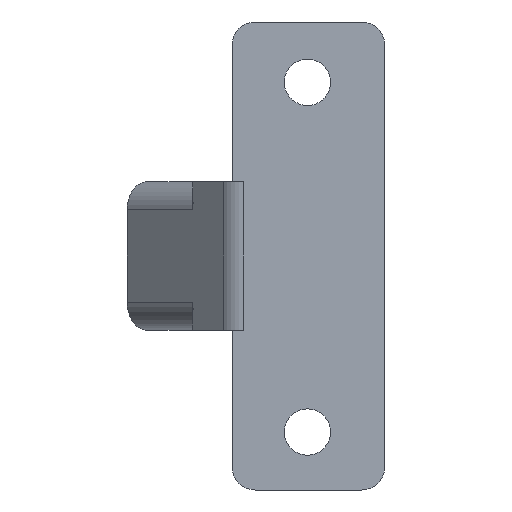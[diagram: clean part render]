
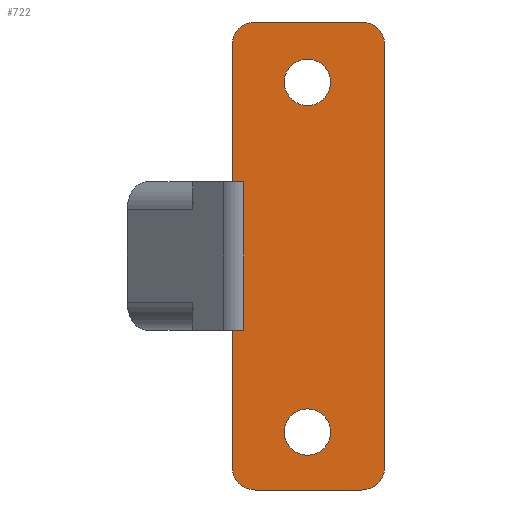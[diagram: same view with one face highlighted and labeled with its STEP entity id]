
A CAD part, front view. The second image highlights one B-rep face of the part: STEP entity #722.
In plain terms, the highlighted planar face has unit normal (0, -1, 0).
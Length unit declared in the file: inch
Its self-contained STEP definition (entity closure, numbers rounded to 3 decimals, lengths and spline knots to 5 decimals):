
#1=DIRECTION('',(-1.,0.,0.));
#2=VECTOR('',#1,1.24264);
#3=CARTESIAN_POINT('',(-6.89041,0.,8.12546));
#4=LINE('',#3,#2);
#5=DIRECTION('',(0.,0.,1.));
#6=VECTOR('',#5,14.74279);
#7=CARTESIAN_POINT('',(-8.13305,0.,8.12546));
#8=LINE('',#7,#6);
#9=CARTESIAN_POINT('',(-5.63305,0.,22.86825));
#10=DIRECTION('',(0.,1.,0.));
#11=DIRECTION('',(-1.,0.,0.));
#12=AXIS2_PLACEMENT_3D('',#9,#10,#11);
#14=DIRECTION('',(1.,0.,0.));
#15=VECTOR('',#14,11.48557);
#16=CARTESIAN_POINT('',(-5.63305,0.,25.36825));
#17=LINE('',#16,#15);
#18=CARTESIAN_POINT('',(5.85252,0.,22.86825));
#19=DIRECTION('',(0.,1.,0.));
#20=DIRECTION('',(0.,0.,1.));
#21=AXIS2_PLACEMENT_3D('',#18,#19,#20);
#23=DIRECTION('',(0.,0.,-1.));
#24=VECTOR('',#23,45.48557);
#25=CARTESIAN_POINT('',(8.35252,0.,22.86825));
#26=LINE('',#25,#24);
#27=CARTESIAN_POINT('',(5.85252,0.,-22.61732));
#28=DIRECTION('',(0.,1.,0.));
#29=DIRECTION('',(1.,0.,0.));
#30=AXIS2_PLACEMENT_3D('',#27,#28,#29);
#32=DIRECTION('',(-1.,0.,0.));
#33=VECTOR('',#32,11.48557);
#34=CARTESIAN_POINT('',(5.85252,0.,-25.11732));
#35=LINE('',#34,#33);
#36=CARTESIAN_POINT('',(-5.63305,0.,-22.61732));
#37=DIRECTION('',(0.,1.,0.));
#38=DIRECTION('',(0.,0.,-1.));
#39=AXIS2_PLACEMENT_3D('',#36,#37,#38);
#41=DIRECTION('',(0.,0.,1.));
#42=VECTOR('',#41,14.74279);
#43=CARTESIAN_POINT('',(-8.13305,0.,-22.61732));
#44=LINE('',#43,#42);
#45=DIRECTION('',(-1.,0.,0.));
#46=VECTOR('',#45,1.24264);
#47=CARTESIAN_POINT('',(-6.89041,0.,-7.87454));
#48=LINE('',#47,#46);
#49=CARTESIAN_POINT('',(0.,0.,18.86825));
#50=DIRECTION('',(0.,-1.,0.));
#51=DIRECTION('',(1.,0.,0.));
#52=AXIS2_PLACEMENT_3D('',#49,#50,#51);
#54=CARTESIAN_POINT('',(0.,0.,18.86825));
#55=DIRECTION('',(0.,-1.,0.));
#56=DIRECTION('',(-1.,0.,0.));
#57=AXIS2_PLACEMENT_3D('',#54,#55,#56);
#59=CARTESIAN_POINT('',(0.,0.,-18.86825));
#60=DIRECTION('',(0.,-1.,0.));
#61=DIRECTION('',(1.,0.,0.));
#62=AXIS2_PLACEMENT_3D('',#59,#60,#61);
#64=CARTESIAN_POINT('',(0.,0.,-18.86825));
#65=DIRECTION('',(0.,-1.,0.));
#66=DIRECTION('',(-1.,0.,0.));
#67=AXIS2_PLACEMENT_3D('',#64,#65,#66);
#78=DIRECTION('',(0.,0.,1.));
#79=VECTOR('',#78,16.);
#80=CARTESIAN_POINT('',(-6.89041,0.,-7.87454));
#81=LINE('',#80,#79);
#531=CARTESIAN_POINT('',(-5.63305,0.,-25.11732));
#532=CARTESIAN_POINT('',(-8.13305,0.,-22.61732));
#533=VERTEX_POINT('',#531);
#534=VERTEX_POINT('',#532);
#535=CARTESIAN_POINT('',(-8.13305,0.,22.86825));
#536=CARTESIAN_POINT('',(-5.63305,0.,25.36825));
#537=VERTEX_POINT('',#535);
#538=VERTEX_POINT('',#536);
#539=CARTESIAN_POINT('',(5.85252,0.,25.36825));
#540=VERTEX_POINT('',#539);
#541=CARTESIAN_POINT('',(8.35252,0.,22.86825));
#542=VERTEX_POINT('',#541);
#543=CARTESIAN_POINT('',(8.35252,0.,-22.61732));
#544=VERTEX_POINT('',#543);
#545=CARTESIAN_POINT('',(5.85252,0.,-25.11732));
#546=VERTEX_POINT('',#545);
#563=CARTESIAN_POINT('',(-6.89041,0.,-7.87454));
#564=CARTESIAN_POINT('',(-8.13305,0.,-7.87454));
#565=VERTEX_POINT('',#563);
#566=VERTEX_POINT('',#564);
#571=CARTESIAN_POINT('',(-6.89041,0.,8.12546));
#572=CARTESIAN_POINT('',(-8.13305,0.,8.12546));
#573=VERTEX_POINT('',#571);
#574=VERTEX_POINT('',#572);
#647=CARTESIAN_POINT('',(2.5,0.,18.86825));
#648=CARTESIAN_POINT('',(-2.5,0.,18.86825));
#649=VERTEX_POINT('',#647);
#650=VERTEX_POINT('',#648);
#651=CARTESIAN_POINT('',(2.5,0.,-18.86825));
#652=CARTESIAN_POINT('',(-2.5,0.,-18.86825));
#653=VERTEX_POINT('',#651);
#654=VERTEX_POINT('',#652);
#679=CARTESIAN_POINT('',(0.,0.,0.));
#680=DIRECTION('',(0.,1.,0.));
#681=DIRECTION('',(1.,0.,0.));
#682=AXIS2_PLACEMENT_3D('',#679,#680,#681);
#683=PLANE('',#682);
#685=ORIENTED_EDGE('',*,*,#684,.T.);
#687=ORIENTED_EDGE('',*,*,#686,.T.);
#689=ORIENTED_EDGE('',*,*,#688,.T.);
#691=ORIENTED_EDGE('',*,*,#690,.T.);
#693=ORIENTED_EDGE('',*,*,#692,.T.);
#695=ORIENTED_EDGE('',*,*,#694,.T.);
#697=ORIENTED_EDGE('',*,*,#696,.T.);
#699=ORIENTED_EDGE('',*,*,#698,.T.);
#701=ORIENTED_EDGE('',*,*,#700,.T.);
#703=ORIENTED_EDGE('',*,*,#702,.T.);
#705=ORIENTED_EDGE('',*,*,#704,.T.);
#707=ORIENTED_EDGE('',*,*,#706,.F.);
#708=EDGE_LOOP('',(#685,#687,#689,#691,#693,#695,#697,#699,#701,#703,#705,
#707));
#709=FACE_OUTER_BOUND('',#708,.F.);
#711=ORIENTED_EDGE('',*,*,#710,.T.);
#713=ORIENTED_EDGE('',*,*,#712,.T.);
#714=EDGE_LOOP('',(#711,#713));
#715=FACE_BOUND('',#714,.F.);
#717=ORIENTED_EDGE('',*,*,#716,.T.);
#719=ORIENTED_EDGE('',*,*,#718,.T.);
#720=EDGE_LOOP('',(#717,#719));
#721=FACE_BOUND('',#720,.F.);
#13=CIRCLE('',#12,2.5);
#22=CIRCLE('',#21,2.5);
#31=CIRCLE('',#30,2.5);
#40=CIRCLE('',#39,2.5);
#53=CIRCLE('',#52,2.5);
#58=CIRCLE('',#57,2.5);
#63=CIRCLE('',#62,2.5);
#68=CIRCLE('',#67,2.5);
#684=EDGE_CURVE('',#565,#573,#81,.T.);
#686=EDGE_CURVE('',#573,#574,#4,.T.);
#688=EDGE_CURVE('',#574,#537,#8,.T.);
#690=EDGE_CURVE('',#537,#538,#13,.T.);
#692=EDGE_CURVE('',#538,#540,#17,.T.);
#694=EDGE_CURVE('',#540,#542,#22,.T.);
#696=EDGE_CURVE('',#542,#544,#26,.T.);
#698=EDGE_CURVE('',#544,#546,#31,.T.);
#700=EDGE_CURVE('',#546,#533,#35,.T.);
#702=EDGE_CURVE('',#533,#534,#40,.T.);
#704=EDGE_CURVE('',#534,#566,#44,.T.);
#706=EDGE_CURVE('',#565,#566,#48,.T.);
#710=EDGE_CURVE('',#649,#650,#53,.T.);
#712=EDGE_CURVE('',#650,#649,#58,.T.);
#716=EDGE_CURVE('',#653,#654,#63,.T.);
#718=EDGE_CURVE('',#654,#653,#68,.T.);
#722=ADVANCED_FACE('',(#709,#715,#721),#683,.F.);
